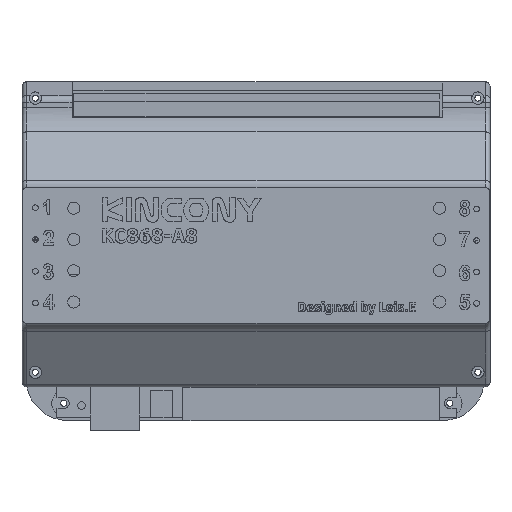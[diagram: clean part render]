
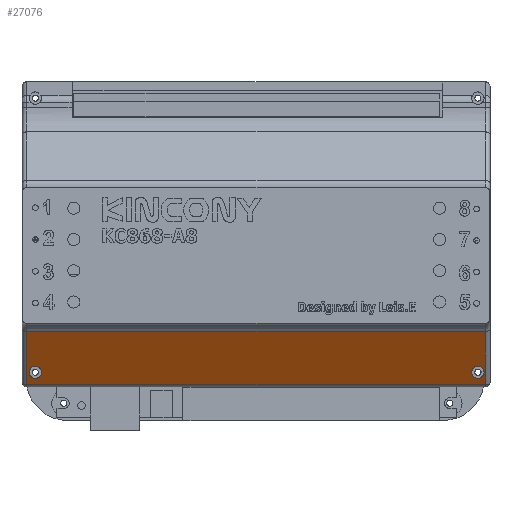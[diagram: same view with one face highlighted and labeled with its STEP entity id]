
A CAD part, front view. The second image highlights one B-rep face of the part: STEP entity #27076.
In plain terms, the highlighted planar face has unit normal (0, -0.825, -0.565).
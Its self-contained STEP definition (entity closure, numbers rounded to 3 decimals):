
#1430=ELLIPSE('',#28819,2.425,2.);
#1431=ELLIPSE('',#28824,2.425,2.);
#1559=FACE_BOUND('',#4427,.T.);
#1560=FACE_BOUND('',#4428,.T.);
#2838=FACE_OUTER_BOUND('',#4426,.T.);
#4426=EDGE_LOOP('',(#20331,#20332,#20333,#20334,#20335,#20336,#20337,#20338));
#4427=EDGE_LOOP('',(#20339));
#4428=EDGE_LOOP('',(#20340));
#6650=LINE('',#37881,#9338);
#6654=LINE('',#37889,#9342);
#6659=LINE('',#37908,#9347);
#6673=LINE('',#37952,#9361);
#6674=LINE('',#37954,#9362);
#6675=LINE('',#37955,#9363);
#6676=LINE('',#37957,#9364);
#6677=LINE('',#37958,#9365);
#9338=VECTOR('',#32103,10.);
#9342=VECTOR('',#32109,10.);
#9347=VECTOR('',#32134,10.);
#9361=VECTOR('',#32158,10.);
#9362=VECTOR('',#32159,10.);
#9363=VECTOR('',#32160,10.);
#9364=VECTOR('',#32161,10.);
#9365=VECTOR('',#32162,10.);
#11849=VERTEX_POINT('',#37863);
#11852=VERTEX_POINT('',#37872);
#11854=VERTEX_POINT('',#37879);
#11855=VERTEX_POINT('',#37880);
#11858=VERTEX_POINT('',#37888);
#11862=VERTEX_POINT('',#37907);
#11872=VERTEX_POINT('',#37950);
#11873=VERTEX_POINT('',#37951);
#11874=VERTEX_POINT('',#37953);
#11875=VERTEX_POINT('',#37956);
#14968=EDGE_CURVE('',#11849,#11849,#1430,.T.);
#14972=EDGE_CURVE('',#11852,#11852,#1431,.T.);
#14974=EDGE_CURVE('',#11854,#11855,#6650,.T.);
#14978=EDGE_CURVE('',#11855,#11858,#6654,.T.);
#14987=EDGE_CURVE('',#11862,#11854,#6659,.T.);
#15004=EDGE_CURVE('',#11872,#11873,#6673,.T.);
#15005=EDGE_CURVE('',#11874,#11872,#6674,.T.);
#15006=EDGE_CURVE('',#11858,#11874,#6675,.T.);
#15007=EDGE_CURVE('',#11875,#11862,#6676,.T.);
#15008=EDGE_CURVE('',#11873,#11875,#6677,.T.);
#20331=ORIENTED_EDGE('',*,*,#15004,.F.);
#20332=ORIENTED_EDGE('',*,*,#15005,.F.);
#20333=ORIENTED_EDGE('',*,*,#15006,.F.);
#20334=ORIENTED_EDGE('',*,*,#14978,.F.);
#20335=ORIENTED_EDGE('',*,*,#14974,.F.);
#20336=ORIENTED_EDGE('',*,*,#14987,.F.);
#20337=ORIENTED_EDGE('',*,*,#15007,.F.);
#20338=ORIENTED_EDGE('',*,*,#15008,.F.);
#20339=ORIENTED_EDGE('',*,*,#14968,.T.);
#20340=ORIENTED_EDGE('',*,*,#14972,.T.);
#26149=PLANE('',#28843);
#27076=ADVANCED_FACE('',(#2838,#1559,#1560),#26149,.T.);
#28819=AXIS2_PLACEMENT_3D('',#37865,#32084,#32085);
#28824=AXIS2_PLACEMENT_3D('',#37874,#32095,#32096);
#28843=AXIS2_PLACEMENT_3D('',#37949,#32156,#32157);
#32084=DIRECTION('center_axis',(0.,0.825,0.565));
#32085=DIRECTION('ref_axis',(0.,-0.565,0.825));
#32095=DIRECTION('center_axis',(0.,0.825,0.565));
#32096=DIRECTION('ref_axis',(0.,-0.565,0.825));
#32103=DIRECTION('',(0.,0.565,-0.825));
#32109=DIRECTION('',(-1.,0.,0.));
#32134=DIRECTION('',(1.,0.,0.));
#32156=DIRECTION('center_axis',(0.,-0.825,-0.565));
#32157=DIRECTION('ref_axis',(0.,0.565,-0.825));
#32158=DIRECTION('',(0.,-0.565,0.825));
#32159=DIRECTION('',(-1.,0.,0.));
#32160=DIRECTION('',(0.,0.565,-0.825));
#32161=DIRECTION('',(0.,0.565,-0.825));
#32162=DIRECTION('',(1.,0.,0.));
#37863=CARTESIAN_POINT('',(70.425,-42.659,-38.419));
#37865=CARTESIAN_POINT('Origin',(72.425,-42.659,-38.419));
#37872=CARTESIAN_POINT('',(-73.501,-42.649,-38.433));
#37874=CARTESIAN_POINT('Origin',(-71.501,-42.649,-38.433));
#37879=CARTESIAN_POINT('',(75.051,-44.425,-35.842));
#37880=CARTESIAN_POINT('',(75.051,-40.893,-40.996));
#37881=CARTESIAN_POINT('',(75.051,-39.39,-43.188));
#37888=CARTESIAN_POINT('',(74.857,-40.893,-40.996));
#37889=CARTESIAN_POINT('',(69.657,-40.893,-40.996));
#37907=CARTESIAN_POINT('',(74.857,-44.425,-35.842));
#37908=CARTESIAN_POINT('',(72.354,-44.425,-35.842));
#37949=CARTESIAN_POINT('Origin',(0.,-53.556,-22.518));
#37950=CARTESIAN_POINT('',(-74.357,-39.847,-42.522));
#37951=CARTESIAN_POINT('',(-74.357,-51.768,-25.126));
#37952=CARTESIAN_POINT('',(-74.357,-57.27,-17.098));
#37953=CARTESIAN_POINT('',(74.857,-39.847,-42.522));
#37954=CARTESIAN_POINT('',(0.,-39.847,-42.522));
#37955=CARTESIAN_POINT('',(74.857,-57.27,-17.098));
#37956=CARTESIAN_POINT('',(74.857,-51.768,-25.126));
#37957=CARTESIAN_POINT('',(74.857,-57.27,-17.098));
#37958=CARTESIAN_POINT('',(0.,-51.768,-25.126));
